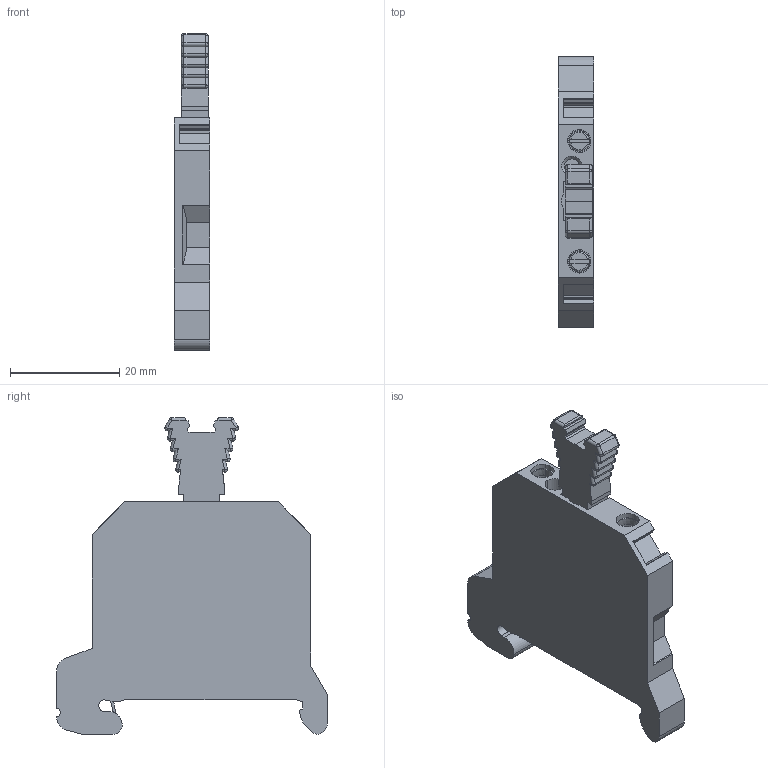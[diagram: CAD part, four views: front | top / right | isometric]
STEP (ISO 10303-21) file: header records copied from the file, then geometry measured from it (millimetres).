
FILE_DESCRIPTION(('CATIA V5 STEP Exchange','CAx-IF Rec.Pracs.--- Model Styling and Organization---1.4--- 2014-01-23'),'2;1');
FILE_NAME ('D1445899_0', '2020-09-07T11:17:51+00:00', ('none'), ('Weidmueller'), 'CATIA Version 5-6 Release 2016 SP3 HF44', 'CATIA V5 STEP AP214', 'none');
FILE_SCHEMA(('AUTOMOTIVE_DESIGN { 1 0 10303 214 1 1 1 1 }'));
Length unit declared in the file: millimetre
Products named in the file (1): 0357560000
Bounding box: 6.5 x 49.5 x 57.9 mm (x, y, z)
Volume: 10369.5 mm3; surface area: 6054.9 mm2
Topology: 5 solids, 6 shells, 328 faces, 812 edges, 485 vertices
Faces by surface type: plane 148, cylinder 106, torus 30, sphere 24, cone 20
Entity records: 9205 total; most frequent: CARTESIAN_POINT 1950, ORIENTED_EDGE 1584, DIRECTION 1268, EDGE_CURVE 792, AXIS2_PLACEMENT_3D 518, VECTOR 489, LINE 489, VERTEX_POINT 485
